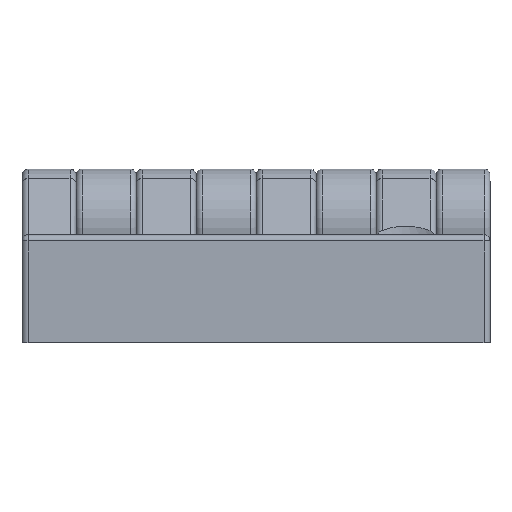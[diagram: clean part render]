
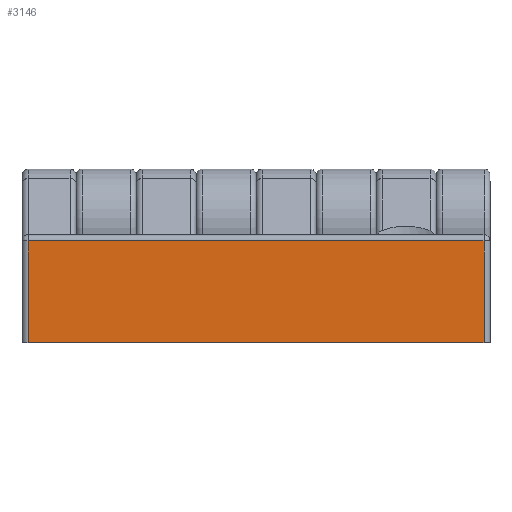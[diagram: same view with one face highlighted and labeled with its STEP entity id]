
A CAD part, left-side view. The second image highlights one B-rep face of the part: STEP entity #3146.
In plain terms, the highlighted planar face has unit normal (-1, 0, 0).
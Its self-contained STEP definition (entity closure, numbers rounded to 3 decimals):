
#142=PLANE($,#3486);
#326=FACE_OUTER_BOUND($,#537,.T.);
#537=EDGE_LOOP($,(#2735,#2736,#2737,#2738));
#913=LINE($,#5307,#1175);
#916=LINE($,#5312,#1178);
#920=LINE($,#5321,#1182);
#942=LINE($,#5353,#1204);
#1175=VECTOR($,#4287,8.5);
#1178=VECTOR($,#4294,38.);
#1182=VECTOR($,#4304,8.5);
#1204=VECTOR($,#4338,38.);
#1531=VERTEX_POINT($,#5289);
#1534=VERTEX_POINT($,#5296);
#1537=VERTEX_POINT($,#5303);
#1540=VERTEX_POINT($,#5319);
#1938=EDGE_CURVE($,#1534,#1537,#913,.T.);
#1941=EDGE_CURVE($,#1531,#1534,#916,.T.);
#1946=EDGE_CURVE($,#1540,#1531,#920,.T.);
#1969=EDGE_CURVE($,#1537,#1540,#942,.T.);
#2735=ORIENTED_EDGE($,*,*,#1938,.F.);
#2736=ORIENTED_EDGE($,*,*,#1941,.F.);
#2737=ORIENTED_EDGE($,*,*,#1946,.F.);
#2738=ORIENTED_EDGE($,*,*,#1969,.F.);
#3146=ADVANCED_FACE($,(#326),#142,.T.);
#3486=AXIS2_PLACEMENT_3D($,#5352,#4336,#4337);
#4287=DIRECTION($,(0.,0.,-1.));
#4294=DIRECTION($,(0.,-1.,0.));
#4304=DIRECTION($,(0.,0.,1.));
#4336=DIRECTION('center_axis',(-1.,0.,0.));
#4337=DIRECTION('ref_axis',(0.,-1.,0.));
#4338=DIRECTION($,(0.,1.,0.));
#5289=CARTESIAN_POINT('',(-25.5,6.5,8.5));
#5296=CARTESIAN_POINT('',(-25.5,-31.5,8.5));
#5303=CARTESIAN_POINT('',(-25.5,-31.5,0.));
#5307=CARTESIAN_POINT($,(-25.5,-31.5,8.5));
#5312=CARTESIAN_POINT($,(-25.5,6.5,8.5));
#5319=CARTESIAN_POINT('',(-25.5,6.5,0.));
#5321=CARTESIAN_POINT($,(-25.5,6.5,0.));
#5352=CARTESIAN_POINT('Origin',(-25.5,-32.,9.));
#5353=CARTESIAN_POINT($,(-25.5,-31.5,0.));
